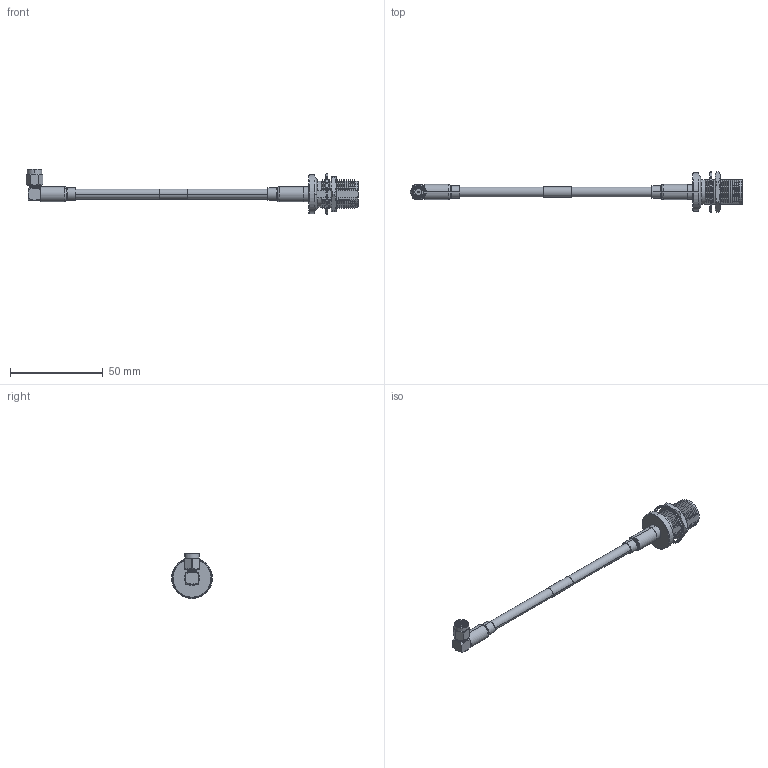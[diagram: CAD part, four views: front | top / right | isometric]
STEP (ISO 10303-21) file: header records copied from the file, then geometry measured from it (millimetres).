
FILE_DESCRIPTION (( 'STEP AP203' ), '1' );
FILE_NAME ('FMCA2737.STEP', '2022-03-09T18:26:16', ( '' ), ( '' ), 'SwSTEP 2.0', 'SolidWorks 2021', '' );
FILE_SCHEMA (( 'CONFIG_CONTROL_DESIGN' ));
Products named in the file (11): PE4371-MA5; RG223_with label; FMCA2737; PE4371-MA2; PE4371-MA4; PE4371-MA1; CA-240-MA1_.75" Long; SC6050; FMCN1746___; PE4371-MA3; PE4371-MA0
Assembly tree (11 placements, depth 3):
  FMCA2737
    RG223_with label
    FMCN1746___
      PE4371-MA0
      PE4371-MA1
      PE4371-MA2
      PE4371-MA3
      PE4371-MA4
      PE4371-MA5
    SC6050
    CA-240-MA1_.75" Long  x2
Bounding box: 179.12 x 22 x 24.34 mm (x, y, z)
Volume: 9115.3 mm3; surface area: 10919.9 mm2
Topology: 13 solids, 13 shells, 5137 faces, 11006 edges, 5917 vertices
Faces by surface type: bspline 3459, cylinder 899, plane 584, cone 173, torus 22
Entity records: 212640 total; most frequent: CARTESIAN_POINT 140969, ORIENTED_EDGE 21920, EDGE_CURVE 10960, VERTEX_POINT 5893, DIRECTION 5826, EDGE_LOOP 5157, FACE_OUTER_BOUND 5115, ADVANCED_FACE 5115
